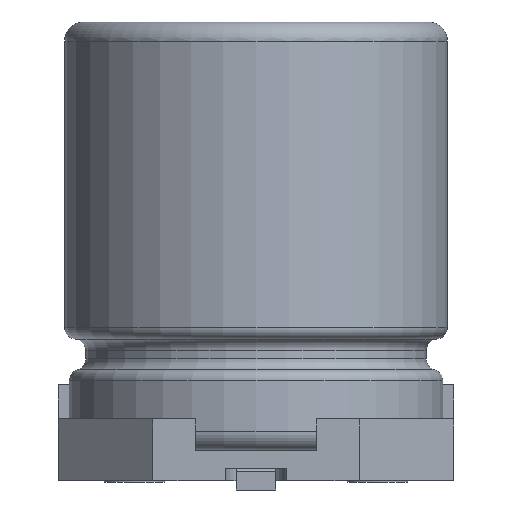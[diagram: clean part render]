
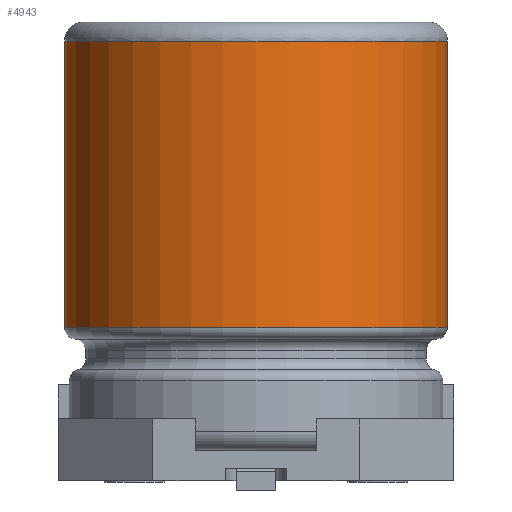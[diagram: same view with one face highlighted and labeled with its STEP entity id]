
A CAD part, front view. The second image highlights one B-rep face of the part: STEP entity #4943.
In plain terms, the highlighted cylindrical face has radius 3.15 mm (diameter 6.3 mm), a full revolution.
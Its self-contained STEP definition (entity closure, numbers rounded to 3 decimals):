
#74=CYLINDRICAL_SURFACE('',#5237,3.15);
#158=CIRCLE('',#5235,3.15);
#160=CIRCLE('',#5238,3.15);
#1091=ORIENTED_EDGE('',*,*,#2109,.T.);
#1092=ORIENTED_EDGE('',*,*,#2111,.T.);
#2109=EDGE_CURVE('',#2622,#2622,#158,.T.);
#2111=EDGE_CURVE('',#2623,#2623,#160,.T.);
#2622=VERTEX_POINT('',#7090);
#2623=VERTEX_POINT('',#7094);
#3018=EDGE_LOOP('',(#1091));
#3019=EDGE_LOOP('',(#1092));
#3291=FACE_BOUND('',#3018,.T.);
#3292=FACE_BOUND('',#3019,.T.);
#4943=ADVANCED_FACE('',(#3291,#3292),#74,.T.);
#5235=AXIS2_PLACEMENT_3D('',#7089,#5737,#5738);
#5237=AXIS2_PLACEMENT_3D('',#7092,#5741,#5742);
#5238=AXIS2_PLACEMENT_3D('',#7093,#5743,#5744);
#5737=DIRECTION('',(0.,0.,-1.));
#5738=DIRECTION('',(-1.,0.,0.));
#5741=DIRECTION('',(0.,0.,1.));
#5742=DIRECTION('',(1.,0.,0.));
#5743=DIRECTION('',(0.,0.,1.));
#5744=DIRECTION('',(1.,0.,0.));
#7089=CARTESIAN_POINT('',(0.,0.,6.735));
#7090=CARTESIAN_POINT('',(-3.15,0.,6.735));
#7092=CARTESIAN_POINT('',(0.,0.,9.9));
#7093=CARTESIAN_POINT('',(0.,0.,2.022));
#7094=CARTESIAN_POINT('',(3.15,0.,2.022));
